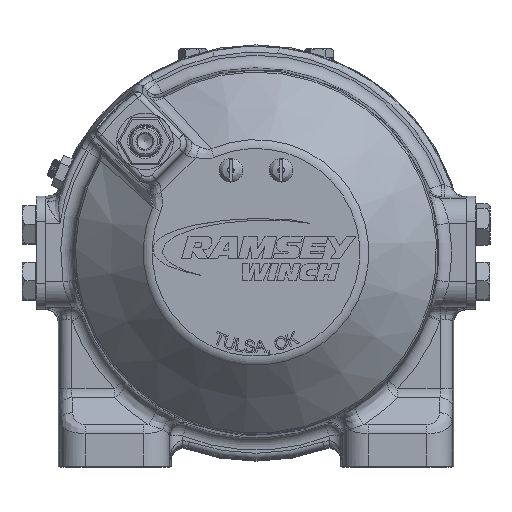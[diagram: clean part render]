
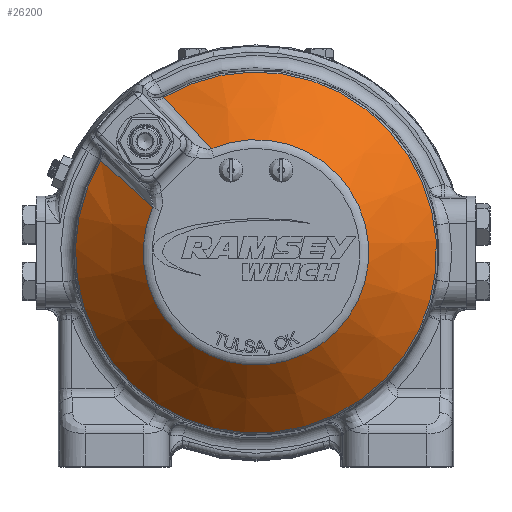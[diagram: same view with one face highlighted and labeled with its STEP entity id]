
A CAD part, top view. The second image highlights one B-rep face of the part: STEP entity #26200.
In plain terms, the highlighted conical face has half-angle 45 degrees and reference radius 93.665 mm.
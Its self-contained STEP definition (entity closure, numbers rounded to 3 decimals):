
#1545=B_SPLINE_CURVE_WITH_KNOTS('',3,(#47520,#47521,#47522,#47523,#47524,
#47525),.UNSPECIFIED.,.F.,.F.,(4,2,4),(0.003,0.027,
0.052),.UNSPECIFIED.);
#1546=B_SPLINE_CURVE_WITH_KNOTS('',3,(#47526,#47527,#47528,#47529,#47530,
#47531),.UNSPECIFIED.,.F.,.F.,(4,2,4),(0.,0.025,
0.049),.UNSPECIFIED.);
#1952=CONICAL_SURFACE('',#27986,93.665,0.785);
#2292=FACE_OUTER_BOUND('',#3704,.T.);
#3704=EDGE_LOOP('',(#18185,#18186,#18187,#18188));
#9619=CIRCLE('',#27985,91.251);
#9620=CIRCLE('',#27987,57.007);
#10866=VERTEX_POINT('',#47433);
#10867=VERTEX_POINT('',#47434);
#10868=VERTEX_POINT('',#47517);
#10869=VERTEX_POINT('',#47518);
#13672=EDGE_CURVE('',#10866,#10867,#9619,.T.);
#13675=EDGE_CURVE('',#10868,#10869,#9620,.T.);
#13676=EDGE_CURVE('',#10869,#10866,#1545,.T.);
#13677=EDGE_CURVE('',#10867,#10868,#1546,.T.);
#18185=ORIENTED_EDGE('',*,*,#13675,.T.);
#18186=ORIENTED_EDGE('',*,*,#13676,.T.);
#18187=ORIENTED_EDGE('',*,*,#13672,.T.);
#18188=ORIENTED_EDGE('',*,*,#13677,.T.);
#26200=ADVANCED_FACE('',(#2292),#1952,.T.);
#27985=AXIS2_PLACEMENT_3D('',#47435,#31056,#31057);
#27986=AXIS2_PLACEMENT_3D('',#47516,#31058,#31059);
#27987=AXIS2_PLACEMENT_3D('',#47519,#31060,#31061);
#31056=DIRECTION('center_axis',(0.,0.,1.));
#31057=DIRECTION('ref_axis',(1.,0.,0.));
#31058=DIRECTION('center_axis',(0.,0.,-1.));
#31059=DIRECTION('ref_axis',(0.707,-0.707,0.));
#31060=DIRECTION('center_axis',(0.,0.,-1.));
#31061=DIRECTION('ref_axis',(1.,0.,0.));
#47433=CARTESIAN_POINT('',(-78.485,46.549,-27.322));
#47434=CARTESIAN_POINT('',(-46.549,78.485,-27.322));
#47435=CARTESIAN_POINT('Origin',(0.,0.,-27.322));
#47516=CARTESIAN_POINT('Origin',(0.,0.,-29.736));
#47517=CARTESIAN_POINT('',(-22.77,52.263,6.922));
#47518=CARTESIAN_POINT('',(-52.263,22.77,6.922));
#47519=CARTESIAN_POINT('Origin',(0.,0.,6.922));
#47520=CARTESIAN_POINT('Ctrl Pts',(-52.263,22.77,6.922));
#47521=CARTESIAN_POINT('Ctrl Pts',(-56.701,26.736,1.269));
#47522=CARTESIAN_POINT('Ctrl Pts',(-61.089,30.7,-4.425));
#47523=CARTESIAN_POINT('Ctrl Pts',(-69.819,38.626,-15.848));
#47524=CARTESIAN_POINT('Ctrl Pts',(-74.159,42.588,-21.58));
#47525=CARTESIAN_POINT('Ctrl Pts',(-78.485,46.549,-27.322));
#47526=CARTESIAN_POINT('Ctrl Pts',(-46.549,78.485,-27.322));
#47527=CARTESIAN_POINT('Ctrl Pts',(-42.588,74.159,-21.58));
#47528=CARTESIAN_POINT('Ctrl Pts',(-38.626,69.819,-15.848));
#47529=CARTESIAN_POINT('Ctrl Pts',(-30.7,61.089,-4.425));
#47530=CARTESIAN_POINT('Ctrl Pts',(-26.736,56.701,1.269));
#47531=CARTESIAN_POINT('Ctrl Pts',(-22.77,52.263,6.922));
